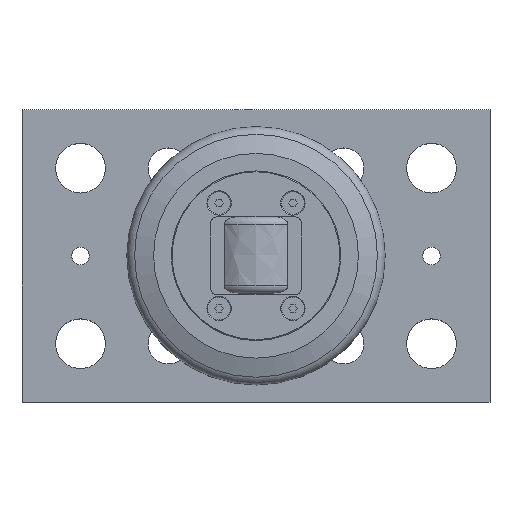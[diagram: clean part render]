
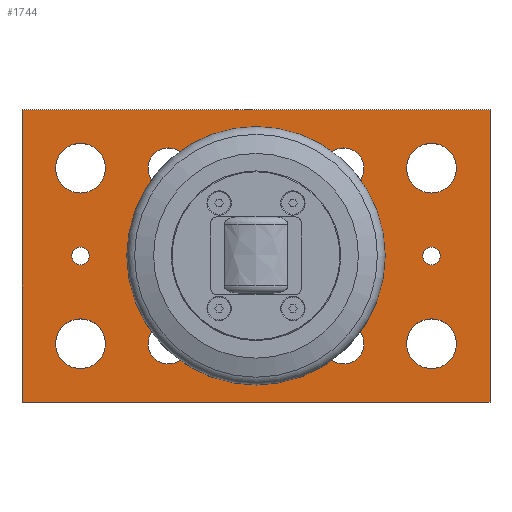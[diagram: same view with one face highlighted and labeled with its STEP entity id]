
A CAD part, top view. The second image highlights one B-rep face of the part: STEP entity #1744.
In plain terms, the highlighted planar face has unit normal (0, 0, 1).
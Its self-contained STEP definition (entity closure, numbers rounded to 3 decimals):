
#93=FACE_BOUND('',#410,.T.);
#94=FACE_BOUND('',#411,.T.);
#95=FACE_BOUND('',#412,.T.);
#96=FACE_BOUND('',#413,.T.);
#97=FACE_BOUND('',#414,.T.);
#98=FACE_BOUND('',#415,.T.);
#99=FACE_BOUND('',#416,.T.);
#100=FACE_BOUND('',#417,.T.);
#101=FACE_BOUND('',#418,.T.);
#102=FACE_BOUND('',#419,.T.);
#103=FACE_BOUND('',#420,.T.);
#169=CIRCLE('',#1904,29.);
#176=CIRCLE('',#1915,6.918);
#177=CIRCLE('',#1916,6.918);
#179=CIRCLE('',#1919,6.918);
#180=CIRCLE('',#1920,6.918);
#182=CIRCLE('',#1923,6.918);
#183=CIRCLE('',#1924,6.918);
#185=CIRCLE('',#1927,6.918);
#186=CIRCLE('',#1928,6.918);
#188=CIRCLE('',#1931,8.5);
#190=CIRCLE('',#1934,8.5);
#192=CIRCLE('',#1937,8.5);
#194=CIRCLE('',#1940,8.5);
#196=CIRCLE('',#1943,3.);
#198=CIRCLE('',#1946,3.);
#292=FACE_OUTER_BOUND('',#409,.T.);
#409=EDGE_LOOP('',(#1576,#1577,#1578,#1579));
#410=EDGE_LOOP('',(#1580));
#411=EDGE_LOOP('',(#1581,#1582));
#412=EDGE_LOOP('',(#1583,#1584));
#413=EDGE_LOOP('',(#1585,#1586));
#414=EDGE_LOOP('',(#1587,#1588));
#415=EDGE_LOOP('',(#1589));
#416=EDGE_LOOP('',(#1590));
#417=EDGE_LOOP('',(#1591));
#418=EDGE_LOOP('',(#1592));
#419=EDGE_LOOP('',(#1593));
#420=EDGE_LOOP('',(#1594));
#544=LINE('',#3094,#679);
#548=LINE('',#3102,#683);
#551=LINE('',#3108,#686);
#554=LINE('',#3113,#689);
#679=VECTOR('',#2446,10.);
#683=VECTOR('',#2452,10.);
#686=VECTOR('',#2457,10.);
#689=VECTOR('',#2462,10.);
#822=VERTEX_POINT('',#3003);
#829=VERTEX_POINT('',#3024);
#830=VERTEX_POINT('',#3025);
#832=VERTEX_POINT('',#3032);
#833=VERTEX_POINT('',#3033);
#835=VERTEX_POINT('',#3040);
#836=VERTEX_POINT('',#3041);
#838=VERTEX_POINT('',#3048);
#839=VERTEX_POINT('',#3049);
#841=VERTEX_POINT('',#3056);
#843=VERTEX_POINT('',#3062);
#845=VERTEX_POINT('',#3068);
#847=VERTEX_POINT('',#3074);
#849=VERTEX_POINT('',#3080);
#851=VERTEX_POINT('',#3086);
#853=VERTEX_POINT('',#3092);
#854=VERTEX_POINT('',#3093);
#857=VERTEX_POINT('',#3101);
#859=VERTEX_POINT('',#3107);
#1051=EDGE_CURVE('',#822,#822,#169,.T.);
#1060=EDGE_CURVE('',#829,#830,#176,.T.);
#1061=EDGE_CURVE('',#830,#829,#177,.T.);
#1064=EDGE_CURVE('',#832,#833,#179,.T.);
#1065=EDGE_CURVE('',#833,#832,#180,.T.);
#1068=EDGE_CURVE('',#835,#836,#182,.T.);
#1069=EDGE_CURVE('',#836,#835,#183,.T.);
#1072=EDGE_CURVE('',#838,#839,#185,.T.);
#1073=EDGE_CURVE('',#839,#838,#186,.T.);
#1076=EDGE_CURVE('',#841,#841,#188,.T.);
#1079=EDGE_CURVE('',#843,#843,#190,.T.);
#1082=EDGE_CURVE('',#845,#845,#192,.T.);
#1085=EDGE_CURVE('',#847,#847,#194,.T.);
#1088=EDGE_CURVE('',#849,#849,#196,.T.);
#1091=EDGE_CURVE('',#851,#851,#198,.T.);
#1094=EDGE_CURVE('',#853,#854,#544,.T.);
#1098=EDGE_CURVE('',#854,#857,#548,.T.);
#1101=EDGE_CURVE('',#857,#859,#551,.T.);
#1104=EDGE_CURVE('',#859,#853,#554,.T.);
#1576=ORIENTED_EDGE('',*,*,#1094,.F.);
#1577=ORIENTED_EDGE('',*,*,#1104,.F.);
#1578=ORIENTED_EDGE('',*,*,#1101,.F.);
#1579=ORIENTED_EDGE('',*,*,#1098,.F.);
#1580=ORIENTED_EDGE('',*,*,#1051,.T.);
#1581=ORIENTED_EDGE('',*,*,#1060,.T.);
#1582=ORIENTED_EDGE('',*,*,#1061,.T.);
#1583=ORIENTED_EDGE('',*,*,#1064,.T.);
#1584=ORIENTED_EDGE('',*,*,#1065,.T.);
#1585=ORIENTED_EDGE('',*,*,#1068,.T.);
#1586=ORIENTED_EDGE('',*,*,#1069,.T.);
#1587=ORIENTED_EDGE('',*,*,#1072,.T.);
#1588=ORIENTED_EDGE('',*,*,#1073,.T.);
#1589=ORIENTED_EDGE('',*,*,#1076,.T.);
#1590=ORIENTED_EDGE('',*,*,#1079,.T.);
#1591=ORIENTED_EDGE('',*,*,#1082,.T.);
#1592=ORIENTED_EDGE('',*,*,#1085,.T.);
#1593=ORIENTED_EDGE('',*,*,#1088,.T.);
#1594=ORIENTED_EDGE('',*,*,#1091,.T.);
#1652=PLANE('',#1954);
#1744=ADVANCED_FACE('',(#292,#93,#94,#95,#96,#97,#98,#99,#100,#101,#102,
#103),#1652,.T.);
#1904=AXIS2_PLACEMENT_3D('',#3005,#2344,#2345);
#1915=AXIS2_PLACEMENT_3D('',#3026,#2368,#2369);
#1916=AXIS2_PLACEMENT_3D('',#3027,#2370,#2371);
#1919=AXIS2_PLACEMENT_3D('',#3034,#2377,#2378);
#1920=AXIS2_PLACEMENT_3D('',#3035,#2379,#2380);
#1923=AXIS2_PLACEMENT_3D('',#3042,#2386,#2387);
#1924=AXIS2_PLACEMENT_3D('',#3043,#2388,#2389);
#1927=AXIS2_PLACEMENT_3D('',#3050,#2395,#2396);
#1928=AXIS2_PLACEMENT_3D('',#3051,#2397,#2398);
#1931=AXIS2_PLACEMENT_3D('',#3057,#2404,#2405);
#1934=AXIS2_PLACEMENT_3D('',#3063,#2411,#2412);
#1937=AXIS2_PLACEMENT_3D('',#3069,#2418,#2419);
#1940=AXIS2_PLACEMENT_3D('',#3075,#2425,#2426);
#1943=AXIS2_PLACEMENT_3D('',#3081,#2432,#2433);
#1946=AXIS2_PLACEMENT_3D('',#3087,#2439,#2440);
#1954=AXIS2_PLACEMENT_3D('',#3118,#2468,#2469);
#2344=DIRECTION('center_axis',(0.,0.,-1.));
#2345=DIRECTION('ref_axis',(0.,-1.,0.));
#2368=DIRECTION('center_axis',(0.,0.,-1.));
#2369=DIRECTION('ref_axis',(1.,0.,0.));
#2370=DIRECTION('center_axis',(0.,0.,-1.));
#2371=DIRECTION('ref_axis',(1.,0.,0.));
#2377=DIRECTION('center_axis',(0.,0.,-1.));
#2378=DIRECTION('ref_axis',(1.,0.,0.));
#2379=DIRECTION('center_axis',(0.,0.,-1.));
#2380=DIRECTION('ref_axis',(1.,0.,0.));
#2386=DIRECTION('center_axis',(0.,0.,-1.));
#2387=DIRECTION('ref_axis',(1.,0.,0.));
#2388=DIRECTION('center_axis',(0.,0.,-1.));
#2389=DIRECTION('ref_axis',(1.,0.,0.));
#2395=DIRECTION('center_axis',(0.,0.,-1.));
#2396=DIRECTION('ref_axis',(1.,0.,0.));
#2397=DIRECTION('center_axis',(0.,0.,-1.));
#2398=DIRECTION('ref_axis',(1.,0.,0.));
#2404=DIRECTION('center_axis',(0.,0.,-1.));
#2405=DIRECTION('ref_axis',(-1.,0.,0.));
#2411=DIRECTION('center_axis',(0.,0.,-1.));
#2412=DIRECTION('ref_axis',(-1.,0.,0.));
#2418=DIRECTION('center_axis',(0.,0.,-1.));
#2419=DIRECTION('ref_axis',(-1.,0.,0.));
#2425=DIRECTION('center_axis',(0.,0.,-1.));
#2426=DIRECTION('ref_axis',(-1.,0.,0.));
#2432=DIRECTION('center_axis',(0.,0.,-1.));
#2433=DIRECTION('ref_axis',(-1.,0.,0.));
#2439=DIRECTION('center_axis',(0.,0.,-1.));
#2440=DIRECTION('ref_axis',(-1.,0.,0.));
#2446=DIRECTION('',(0.,1.,0.));
#2452=DIRECTION('',(1.,0.,0.));
#2457=DIRECTION('',(0.,-1.,0.));
#2462=DIRECTION('',(-1.,0.,0.));
#2468=DIRECTION('center_axis',(0.,0.,1.));
#2469=DIRECTION('ref_axis',(1.,0.,0.));
#3003=CARTESIAN_POINT('',(80.,79.,20.));
#3005=CARTESIAN_POINT('Origin',(80.,50.,20.));
#3024=CARTESIAN_POINT('',(56.918,20.,20.));
#3025=CARTESIAN_POINT('',(43.083,20.,20.));
#3026=CARTESIAN_POINT('Origin',(50.,20.,20.));
#3027=CARTESIAN_POINT('Origin',(50.,20.,20.));
#3032=CARTESIAN_POINT('',(116.918,20.,20.));
#3033=CARTESIAN_POINT('',(103.083,20.,20.));
#3034=CARTESIAN_POINT('Origin',(110.,20.,20.));
#3035=CARTESIAN_POINT('Origin',(110.,20.,20.));
#3040=CARTESIAN_POINT('',(116.918,80.,20.));
#3041=CARTESIAN_POINT('',(103.083,80.,20.));
#3042=CARTESIAN_POINT('Origin',(110.,80.,20.));
#3043=CARTESIAN_POINT('Origin',(110.,80.,20.));
#3048=CARTESIAN_POINT('',(56.918,80.,20.));
#3049=CARTESIAN_POINT('',(43.083,80.,20.));
#3050=CARTESIAN_POINT('Origin',(50.,80.,20.));
#3051=CARTESIAN_POINT('Origin',(50.,80.,20.));
#3056=CARTESIAN_POINT('',(28.5,20.,20.));
#3057=CARTESIAN_POINT('Origin',(20.,20.,20.));
#3062=CARTESIAN_POINT('',(148.5,20.,20.));
#3063=CARTESIAN_POINT('Origin',(140.,20.,20.));
#3068=CARTESIAN_POINT('',(28.5,80.,20.));
#3069=CARTESIAN_POINT('Origin',(20.,80.,20.));
#3074=CARTESIAN_POINT('',(148.5,80.,20.));
#3075=CARTESIAN_POINT('Origin',(140.,80.,20.));
#3080=CARTESIAN_POINT('',(23.,50.,20.));
#3081=CARTESIAN_POINT('Origin',(20.,50.,20.));
#3086=CARTESIAN_POINT('',(143.,50.,20.));
#3087=CARTESIAN_POINT('Origin',(140.,50.,20.));
#3092=CARTESIAN_POINT('',(0.,0.,20.));
#3093=CARTESIAN_POINT('',(0.,100.,20.));
#3094=CARTESIAN_POINT('',(0.,100.,20.));
#3101=CARTESIAN_POINT('',(160.,100.,20.));
#3102=CARTESIAN_POINT('',(160.,100.,20.));
#3107=CARTESIAN_POINT('',(160.,0.,20.));
#3108=CARTESIAN_POINT('',(160.,0.,20.));
#3113=CARTESIAN_POINT('',(0.,0.,20.));
#3118=CARTESIAN_POINT('Origin',(80.,50.,20.));
